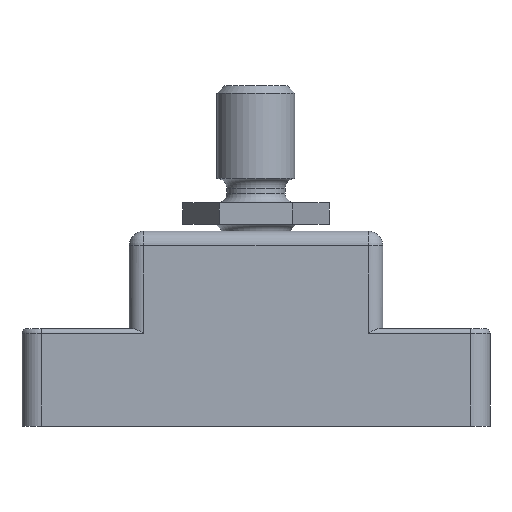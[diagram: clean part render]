
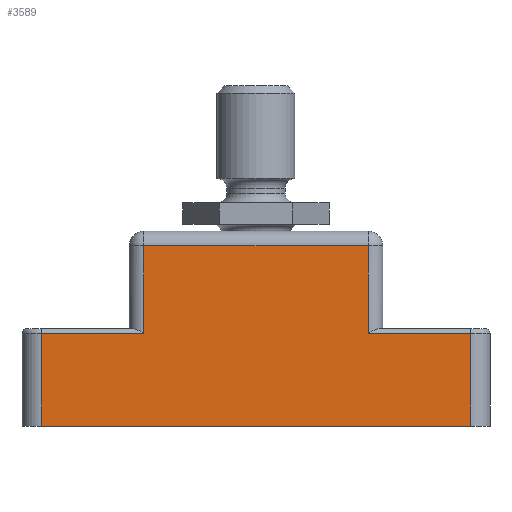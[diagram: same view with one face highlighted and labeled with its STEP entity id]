
A CAD part, left-side view. The second image highlights one B-rep face of the part: STEP entity #3589.
In plain terms, the highlighted planar face has unit normal (-1, 0, 0).
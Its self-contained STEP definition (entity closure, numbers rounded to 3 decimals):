
#153=LINE('',#5544,#518);
#231=LINE('',#5752,#596);
#236=LINE('',#5794,#601);
#237=LINE('',#5796,#602);
#251=LINE('',#5838,#616);
#253=LINE('',#5846,#618);
#260=LINE('',#5868,#625);
#261=LINE('',#5869,#626);
#518=VECTOR('',#4391,1000.);
#596=VECTOR('',#4547,1000.);
#601=VECTOR('',#4572,1000.);
#602=VECTOR('',#4575,1000.);
#616=VECTOR('',#4621,1000.);
#618=VECTOR('',#4629,1000.);
#625=VECTOR('',#4650,1000.);
#626=VECTOR('',#4651,1000.);
#812=PLANE('',#3904);
#1353=ORIENTED_EDGE('',*,*,#2279,.F.);
#1354=ORIENTED_EDGE('',*,*,#2295,.F.);
#1355=ORIENTED_EDGE('',*,*,#2294,.T.);
#1356=ORIENTED_EDGE('',*,*,#2322,.F.);
#1357=ORIENTED_EDGE('',*,*,#2333,.T.);
#1358=ORIENTED_EDGE('',*,*,#2179,.T.);
#1359=ORIENTED_EDGE('',*,*,#2334,.F.);
#1360=ORIENTED_EDGE('',*,*,#2318,.F.);
#2179=EDGE_CURVE('',#2693,#2692,#153,.T.);
#2279=EDGE_CURVE('',#2778,#2779,#231,.T.);
#2294=EDGE_CURVE('',#2786,#2790,#236,.T.);
#2295=EDGE_CURVE('',#2786,#2778,#237,.T.);
#2318=EDGE_CURVE('',#2779,#2803,#251,.T.);
#2322=EDGE_CURVE('',#2805,#2790,#253,.T.);
#2333=EDGE_CURVE('',#2805,#2693,#260,.T.);
#2334=EDGE_CURVE('',#2803,#2692,#261,.T.);
#2692=VERTEX_POINT('',#5543);
#2693=VERTEX_POINT('',#5545);
#2778=VERTEX_POINT('',#5751);
#2779=VERTEX_POINT('',#5753);
#2786=VERTEX_POINT('',#5782);
#2790=VERTEX_POINT('',#5793);
#2803=VERTEX_POINT('',#5839);
#2805=VERTEX_POINT('',#5845);
#3144=EDGE_LOOP('',(#1353,#1354,#1355,#1356,#1357,#1358,#1359,#1360));
#3373=FACE_BOUND('',#3144,.T.);
#3589=ADVANCED_FACE('',(#3373),#812,.F.);
#3904=AXIS2_PLACEMENT_3D('',#5867,#4648,#4649);
#4391=DIRECTION('',(0.,-1.,0.));
#4547=DIRECTION('',(0.,0.,-1.));
#4572=DIRECTION('',(0.,0.,-1.));
#4575=DIRECTION('',(0.,-1.,0.));
#4621=DIRECTION('',(0.,-1.,0.));
#4629=DIRECTION('',(0.,-1.,0.));
#4648=DIRECTION('',(1.,0.,0.));
#4649=DIRECTION('',(0.,0.,-1.));
#4650=DIRECTION('',(0.,0.,-1.));
#4651=DIRECTION('',(0.,0.,-1.));
#5543=CARTESIAN_POINT('',(-14.,-22.,0.));
#5544=CARTESIAN_POINT('',(-14.,24.,0.));
#5545=CARTESIAN_POINT('',(-14.,22.,0.));
#5751=CARTESIAN_POINT('',(-14.,-11.5,18.5));
#5752=CARTESIAN_POINT('',(-14.,-11.5,20.));
#5753=CARTESIAN_POINT('',(-14.,-11.5,9.5));
#5782=CARTESIAN_POINT('',(-14.,11.5,18.5));
#5793=CARTESIAN_POINT('',(-14.,11.5,9.5));
#5794=CARTESIAN_POINT('',(-14.,11.5,20.));
#5796=CARTESIAN_POINT('',(-14.,15.,18.5));
#5838=CARTESIAN_POINT('',(-14.,22.,9.5));
#5839=CARTESIAN_POINT('',(-14.,-22.,9.5));
#5845=CARTESIAN_POINT('',(-14.,22.,9.5));
#5846=CARTESIAN_POINT('',(-14.,22.,9.5));
#5867=CARTESIAN_POINT('',(-14.,24.,10.));
#5868=CARTESIAN_POINT('',(-14.,22.,9.5));
#5869=CARTESIAN_POINT('',(-14.,-22.,9.5));
